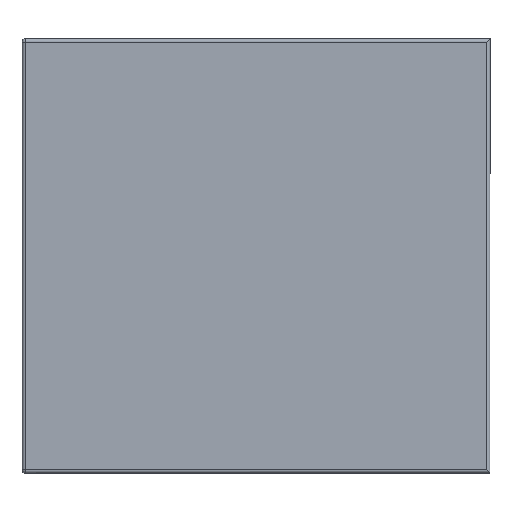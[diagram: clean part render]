
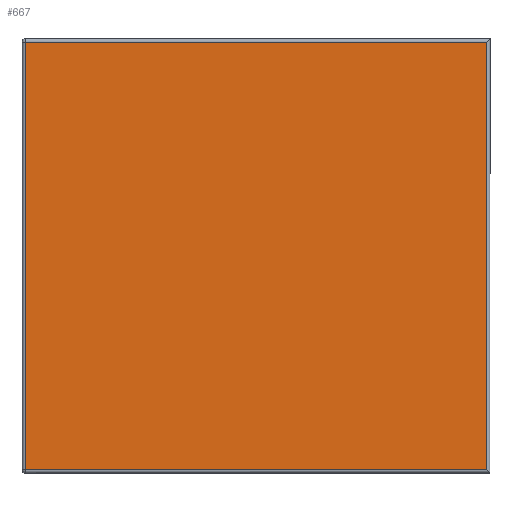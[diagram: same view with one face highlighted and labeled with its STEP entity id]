
A CAD part, front view. The second image highlights one B-rep face of the part: STEP entity #667.
In plain terms, the highlighted planar face has unit normal (0, -1, 0).
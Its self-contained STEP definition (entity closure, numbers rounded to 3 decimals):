
#69 = DIRECTION ( 'NONE',  ( 1., 0., 0. ) ) ;
#140 = CARTESIAN_POINT ( 'NONE',  ( -14., 0., 12.8 ) ) ;
#168 = VECTOR ( 'NONE', #1221, 1000. ) ;
#175 = ORIENTED_EDGE ( 'NONE', *, *, #593, .T. ) ;
#191 = LINE ( 'NONE', #1598, #475 ) ;
#196 = VERTEX_POINT ( 'NONE', #939 ) ;
#217 = CARTESIAN_POINT ( 'NONE',  ( -13.8, 0., -13. ) ) ;
#228 = ORIENTED_EDGE ( 'NONE', *, *, #516, .T. ) ;
#242 = DIRECTION ( 'NONE',  ( 0., -1., 0. ) ) ;
#246 = CARTESIAN_POINT ( 'NONE',  ( 0., 0., 0. ) ) ;
#280 = EDGE_CURVE ( 'NONE', #993, #536, #191, .T. ) ;
#311 = EDGE_CURVE ( 'NONE', #196, #1449, #1501, .T. ) ;
#399 = ORIENTED_EDGE ( 'NONE', *, *, #280, .T. ) ;
#423 = EDGE_LOOP ( 'NONE', ( #1327, #175, #399, #228 ) ) ;
#475 = VECTOR ( 'NONE', #1324, 1000. ) ;
#507 = DIRECTION ( 'NONE',  ( -1., 0., 0. ) ) ;
#516 = EDGE_CURVE ( 'NONE', #536, #196, #861, .T. ) ;
#536 = VERTEX_POINT ( 'NONE', #850 ) ;
#551 = LINE ( 'NONE', #1213, #1156 ) ;
#593 = EDGE_CURVE ( 'NONE', #1449, #993, #551, .T. ) ;
#667 = ADVANCED_FACE ( 'NONE', ( #697 ), #1358, .T. ) ;
#697 = FACE_OUTER_BOUND ( 'NONE', #423, .T. ) ;
#815 = CARTESIAN_POINT ( 'NONE',  ( 13.8, 0., -12.8 ) ) ;
#850 = CARTESIAN_POINT ( 'NONE',  ( 13.8, 0., 12.8 ) ) ;
#860 = CARTESIAN_POINT ( 'NONE',  ( -13.8, 0., -12.8 ) ) ;
#861 = LINE ( 'NONE', #140, #897 ) ;
#897 = VECTOR ( 'NONE', #507, 1000. ) ;
#939 = CARTESIAN_POINT ( 'NONE',  ( -13.8, 0., 12.8 ) ) ;
#993 = VERTEX_POINT ( 'NONE', #815 ) ;
#1004 = DIRECTION ( 'NONE',  ( 0., 0., -1. ) ) ;
#1156 = VECTOR ( 'NONE', #69, 1000. ) ;
#1213 = CARTESIAN_POINT ( 'NONE',  ( 14., 0., -12.8 ) ) ;
#1221 = DIRECTION ( 'NONE',  ( 0., 0., -1. ) ) ;
#1324 = DIRECTION ( 'NONE',  ( 0., 0., 1. ) ) ;
#1327 = ORIENTED_EDGE ( 'NONE', *, *, #311, .T. ) ;
#1328 = AXIS2_PLACEMENT_3D ( 'NONE', #246, #242, #1004 ) ;
#1358 = PLANE ( 'NONE',  #1328 ) ;
#1449 = VERTEX_POINT ( 'NONE', #860 ) ;
#1501 = LINE ( 'NONE', #217, #168 ) ;
#1598 = CARTESIAN_POINT ( 'NONE',  ( 13.8, 0., 13. ) ) ;
